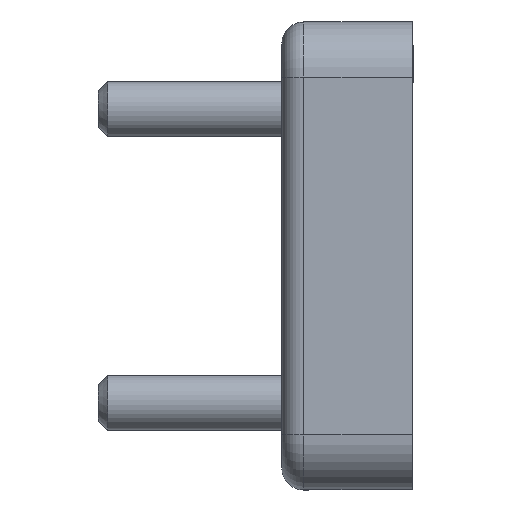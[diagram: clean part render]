
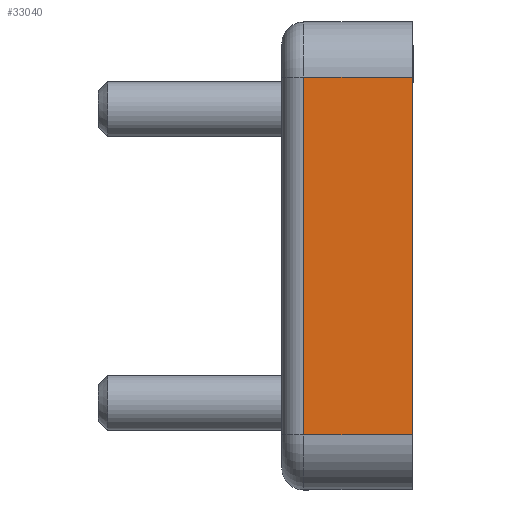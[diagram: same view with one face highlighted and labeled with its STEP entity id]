
A CAD part, left-side view. The second image highlights one B-rep face of the part: STEP entity #33040.
In plain terms, the highlighted face is planar.
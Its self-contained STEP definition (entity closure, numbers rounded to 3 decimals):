
#32650=CARTESIAN_POINT('',(2.08,0.66,-97.45));
#32660=DIRECTION('',(-0.,-0.,-1.));
#32670=DIRECTION('',(0.,-1.,0.));
#32680=AXIS2_PLACEMENT_3D('',#32650,#32660,#32670);
#32690=PLANE('',#32680);
#32700=CARTESIAN_POINT('',(-6.72,17.91,-97.45));
#32710=DIRECTION('',(1.,0.,0.));
#32720=VECTOR('',#32710,1.);
#32730=LINE('',#32700,#32720);
#32740=CARTESIAN_POINT('',(-5.02,17.91,-97.45));
#32750=VERTEX_POINT('',#32740);
#32760=CARTESIAN_POINT('',(0.88,17.91,-97.45));
#32770=VERTEX_POINT('',#32760);
#32780=EDGE_CURVE('',#32750,#32770,#32730,.T.);
#32790=ORIENTED_EDGE('',*,*,#32780,.T.);
#32800=CARTESIAN_POINT('',(-5.02,0.,-97.45));
#32810=DIRECTION('',(0.,-1.,0.));
#32820=VECTOR('',#32810,1.);
#32830=LINE('',#32800,#32820);
#32840=CARTESIAN_POINT('',(-5.02,-1.59,-97.45));
#32850=VERTEX_POINT('',#32840);
#32860=EDGE_CURVE('',#32750,#32850,#32830,.T.);
#32870=ORIENTED_EDGE('',*,*,#32860,.F.);
#32880=CARTESIAN_POINT('',(-6.72,-1.59,-97.45));
#32890=DIRECTION('',(1.,0.,0.));
#32900=VECTOR('',#32890,1.);
#32910=LINE('',#32880,#32900);
#32920=CARTESIAN_POINT('',(0.88,-1.59,-97.45));
#32930=VERTEX_POINT('',#32920);
#32940=EDGE_CURVE('',#32850,#32930,#32910,.T.);
#32950=ORIENTED_EDGE('',*,*,#32940,.F.);
#32960=CARTESIAN_POINT('',(0.88,0.,-97.45));
#32970=DIRECTION('',(0.,-1.,0.));
#32980=VECTOR('',#32970,1.);
#32990=LINE('',#32960,#32980);
#33000=EDGE_CURVE('',#32770,#32930,#32990,.T.);
#33010=ORIENTED_EDGE('',*,*,#33000,.T.);
#33020=EDGE_LOOP('',(#33010,#32950,#32870,#32790));
#33030=FACE_OUTER_BOUND('',#33020,.T.);
#33040=ADVANCED_FACE('',(#33030),#32690,.T.);
